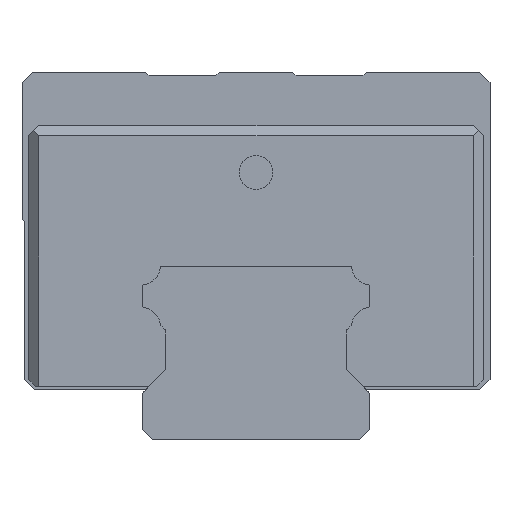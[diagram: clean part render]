
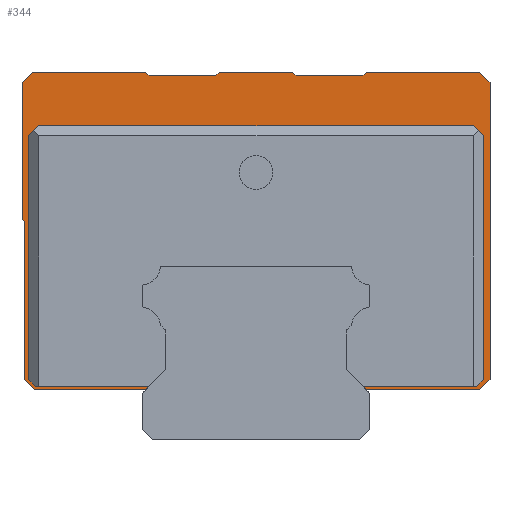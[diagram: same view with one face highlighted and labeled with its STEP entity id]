
A CAD part, left-side view. The second image highlights one B-rep face of the part: STEP entity #344.
In plain terms, the highlighted planar face has unit normal (-1, 0, 0).
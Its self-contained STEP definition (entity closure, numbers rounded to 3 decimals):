
#200=FACE_OUTER_BOUND('',#1212,.T.);
#344=ADVANCED_FACE('',(#200),#476,.T.);
#476=PLANE('',#3197);
#748=LINE('',#4431,#948);
#749=LINE('',#4434,#949);
#750=LINE('',#4436,#950);
#751=LINE('',#4438,#951);
#752=LINE('',#4440,#952);
#753=LINE('',#4442,#953);
#754=LINE('',#4444,#954);
#755=LINE('',#4446,#955);
#756=LINE('',#4448,#956);
#757=LINE('',#4450,#957);
#758=LINE('',#4452,#958);
#759=LINE('',#4454,#959);
#760=LINE('',#4456,#960);
#761=LINE('',#4458,#961);
#762=LINE('',#4460,#962);
#763=LINE('',#4462,#963);
#764=LINE('',#4464,#964);
#765=LINE('',#4466,#965);
#766=LINE('',#4468,#966);
#767=LINE('',#4470,#967);
#768=LINE('',#4472,#968);
#769=LINE('',#4474,#969);
#770=LINE('',#4476,#970);
#771=LINE('',#4478,#971);
#772=LINE('',#4480,#972);
#773=LINE('',#4482,#973);
#774=LINE('',#4484,#974);
#775=LINE('',#4486,#975);
#776=LINE('',#4488,#976);
#777=LINE('',#4490,#977);
#948=VECTOR('',#3619,1.);
#949=VECTOR('',#3620,1.);
#950=VECTOR('',#3621,1.);
#951=VECTOR('',#3622,1.);
#952=VECTOR('',#3623,1.);
#953=VECTOR('',#3624,1.);
#954=VECTOR('',#3625,1.);
#955=VECTOR('',#3626,1.);
#956=VECTOR('',#3627,1.);
#957=VECTOR('',#3628,1.);
#958=VECTOR('',#3629,1.);
#959=VECTOR('',#3630,1.);
#960=VECTOR('',#3631,1.);
#961=VECTOR('',#3632,1.);
#962=VECTOR('',#3633,1.);
#963=VECTOR('',#3634,1.);
#964=VECTOR('',#3635,1.);
#965=VECTOR('',#3636,1.);
#966=VECTOR('',#3637,1.);
#967=VECTOR('',#3638,1.);
#968=VECTOR('',#3639,1.);
#969=VECTOR('',#3640,1.);
#970=VECTOR('',#3641,1.);
#971=VECTOR('',#3642,1.);
#972=VECTOR('',#3643,1.);
#973=VECTOR('',#3644,1.);
#974=VECTOR('',#3645,1.);
#975=VECTOR('',#3646,1.);
#976=VECTOR('',#3647,1.);
#977=VECTOR('',#3648,1.);
#1212=EDGE_LOOP('',(#1593,#1594,#1595,#1596,#1597,#1598,#1599,#1600,#1601,
#1602,#1603,#1604,#1605,#1606,#1607,#1608,#1609,#1610,#1611,#1612,#1613,
#1614,#1615,#1616,#1617,#1618,#1619,#1620,#1621,#1622));
#1593=ORIENTED_EDGE('',*,*,#2687,.T.);
#1594=ORIENTED_EDGE('',*,*,#2688,.T.);
#1595=ORIENTED_EDGE('',*,*,#2689,.T.);
#1596=ORIENTED_EDGE('',*,*,#2690,.T.);
#1597=ORIENTED_EDGE('',*,*,#2691,.T.);
#1598=ORIENTED_EDGE('',*,*,#2692,.T.);
#1599=ORIENTED_EDGE('',*,*,#2693,.T.);
#1600=ORIENTED_EDGE('',*,*,#2694,.T.);
#1601=ORIENTED_EDGE('',*,*,#2695,.T.);
#1602=ORIENTED_EDGE('',*,*,#2696,.T.);
#1603=ORIENTED_EDGE('',*,*,#2697,.T.);
#1604=ORIENTED_EDGE('',*,*,#2698,.T.);
#1605=ORIENTED_EDGE('',*,*,#2699,.T.);
#1606=ORIENTED_EDGE('',*,*,#2700,.T.);
#1607=ORIENTED_EDGE('',*,*,#2701,.T.);
#1608=ORIENTED_EDGE('',*,*,#2702,.T.);
#1609=ORIENTED_EDGE('',*,*,#2703,.T.);
#1610=ORIENTED_EDGE('',*,*,#2704,.T.);
#1611=ORIENTED_EDGE('',*,*,#2705,.T.);
#1612=ORIENTED_EDGE('',*,*,#2706,.T.);
#1613=ORIENTED_EDGE('',*,*,#2707,.T.);
#1614=ORIENTED_EDGE('',*,*,#2708,.T.);
#1615=ORIENTED_EDGE('',*,*,#2709,.T.);
#1616=ORIENTED_EDGE('',*,*,#2710,.T.);
#1617=ORIENTED_EDGE('',*,*,#2711,.T.);
#1618=ORIENTED_EDGE('',*,*,#2712,.T.);
#1619=ORIENTED_EDGE('',*,*,#2713,.T.);
#1620=ORIENTED_EDGE('',*,*,#2714,.T.);
#1621=ORIENTED_EDGE('',*,*,#2715,.T.);
#1622=ORIENTED_EDGE('',*,*,#2716,.T.);
#2337=VERTEX_POINT('',#4432);
#2338=VERTEX_POINT('',#4433);
#2339=VERTEX_POINT('',#4435);
#2340=VERTEX_POINT('',#4437);
#2341=VERTEX_POINT('',#4439);
#2342=VERTEX_POINT('',#4441);
#2343=VERTEX_POINT('',#4443);
#2344=VERTEX_POINT('',#4445);
#2345=VERTEX_POINT('',#4447);
#2346=VERTEX_POINT('',#4449);
#2347=VERTEX_POINT('',#4451);
#2348=VERTEX_POINT('',#4453);
#2349=VERTEX_POINT('',#4455);
#2350=VERTEX_POINT('',#4457);
#2351=VERTEX_POINT('',#4459);
#2352=VERTEX_POINT('',#4461);
#2353=VERTEX_POINT('',#4463);
#2354=VERTEX_POINT('',#4465);
#2355=VERTEX_POINT('',#4467);
#2356=VERTEX_POINT('',#4469);
#2357=VERTEX_POINT('',#4471);
#2358=VERTEX_POINT('',#4473);
#2359=VERTEX_POINT('',#4475);
#2360=VERTEX_POINT('',#4477);
#2361=VERTEX_POINT('',#4479);
#2362=VERTEX_POINT('',#4481);
#2363=VERTEX_POINT('',#4483);
#2364=VERTEX_POINT('',#4485);
#2365=VERTEX_POINT('',#4487);
#2366=VERTEX_POINT('',#4489);
#2687=EDGE_CURVE('',#2337,#2338,#748,.T.);
#2688=EDGE_CURVE('',#2338,#2339,#749,.T.);
#2689=EDGE_CURVE('',#2339,#2340,#750,.T.);
#2690=EDGE_CURVE('',#2340,#2341,#751,.T.);
#2691=EDGE_CURVE('',#2341,#2342,#752,.T.);
#2692=EDGE_CURVE('',#2342,#2343,#753,.T.);
#2693=EDGE_CURVE('',#2343,#2344,#754,.T.);
#2694=EDGE_CURVE('',#2344,#2345,#755,.T.);
#2695=EDGE_CURVE('',#2345,#2346,#756,.T.);
#2696=EDGE_CURVE('',#2346,#2347,#757,.T.);
#2697=EDGE_CURVE('',#2347,#2348,#758,.T.);
#2698=EDGE_CURVE('',#2348,#2349,#759,.T.);
#2699=EDGE_CURVE('',#2349,#2350,#760,.T.);
#2700=EDGE_CURVE('',#2350,#2351,#761,.T.);
#2701=EDGE_CURVE('',#2351,#2352,#762,.T.);
#2702=EDGE_CURVE('',#2352,#2353,#763,.T.);
#2703=EDGE_CURVE('',#2353,#2354,#764,.T.);
#2704=EDGE_CURVE('',#2354,#2355,#765,.T.);
#2705=EDGE_CURVE('',#2355,#2356,#766,.T.);
#2706=EDGE_CURVE('',#2356,#2357,#767,.T.);
#2707=EDGE_CURVE('',#2357,#2358,#768,.T.);
#2708=EDGE_CURVE('',#2358,#2359,#769,.T.);
#2709=EDGE_CURVE('',#2359,#2360,#770,.T.);
#2710=EDGE_CURVE('',#2360,#2361,#771,.T.);
#2711=EDGE_CURVE('',#2361,#2362,#772,.T.);
#2712=EDGE_CURVE('',#2362,#2363,#773,.T.);
#2713=EDGE_CURVE('',#2363,#2364,#774,.T.);
#2714=EDGE_CURVE('',#2364,#2365,#775,.T.);
#2715=EDGE_CURVE('',#2365,#2366,#776,.T.);
#2716=EDGE_CURVE('',#2366,#2337,#777,.T.);
#3197=AXIS2_PLACEMENT_3D('',#4491,#3649,#3650);
#3619=DIRECTION('',(0.,0.707,-0.707));
#3620=DIRECTION('',(0.,0.,-1.));
#3621=DIRECTION('',(0.,-0.707,-0.707));
#3622=DIRECTION('',(0.,0.,-1.));
#3623=DIRECTION('',(0.,-0.707,-0.707));
#3624=DIRECTION('',(0.,-1.,0.));
#3625=DIRECTION('',(0.,-0.707,0.707));
#3626=DIRECTION('',(0.,1.,0.));
#3627=DIRECTION('',(0.,0.707,0.707));
#3628=DIRECTION('',(0.,0.,1.));
#3629=DIRECTION('',(0.,-0.707,0.707));
#3630=DIRECTION('',(0.,-1.,0.));
#3631=DIRECTION('',(0.,-0.707,-0.707));
#3632=DIRECTION('',(0.,0.,-1.));
#3633=DIRECTION('',(0.,0.707,-0.707));
#3634=DIRECTION('',(0.,1.,0.));
#3635=DIRECTION('',(0.,-0.707,-0.707));
#3636=DIRECTION('',(0.,-1.,0.));
#3637=DIRECTION('',(0.,-0.707,0.707));
#3638=DIRECTION('',(0.,0.,1.));
#3639=DIRECTION('',(0.,0.707,0.707));
#3640=DIRECTION('',(0.,1.,0.));
#3641=DIRECTION('',(0.,0.707,-0.707));
#3642=DIRECTION('',(0.,1.,0.));
#3643=DIRECTION('',(0.,0.707,0.707));
#3644=DIRECTION('',(0.,1.,0.));
#3645=DIRECTION('',(0.,0.707,-0.707));
#3646=DIRECTION('',(0.,1.,0.));
#3647=DIRECTION('',(0.,0.707,0.707));
#3648=DIRECTION('',(0.,1.,0.));
#3649=DIRECTION('',(-1.,0.,0.));
#3650=DIRECTION('',(0.,0.,1.));
#4431=CARTESIAN_POINT('',(214.689,-657.325,42.288));
#4432=CARTESIAN_POINT('',(214.689,-670.037,55.));
#4433=CARTESIAN_POINT('',(214.689,-668.537,53.5));
#4434=CARTESIAN_POINT('',(214.689,-668.537,14.027));
#4435=CARTESIAN_POINT('',(214.689,-668.537,33.));
#4436=CARTESIAN_POINT('',(214.689,-686.549,14.988));
#4437=CARTESIAN_POINT('',(214.689,-668.837,32.7));
#4438=CARTESIAN_POINT('',(214.689,-668.837,32.7));
#4439=CARTESIAN_POINT('',(214.689,-668.837,9.));
#4440=CARTESIAN_POINT('',(214.689,-668.837,9.));
#4441=CARTESIAN_POINT('',(214.689,-670.337,7.5));
#4442=CARTESIAN_POINT('',(214.689,-724.138,7.5));
#4443=CARTESIAN_POINT('',(214.689,-687.037,7.5));
#4444=CARTESIAN_POINT('',(214.689,-689.575,10.038));
#4445=CARTESIAN_POINT('',(214.689,-687.537,8.));
#4446=CARTESIAN_POINT('',(214.689,-736.537,8.));
#4447=CARTESIAN_POINT('',(214.689,-670.537,8.));
#4448=CARTESIAN_POINT('',(214.689,-670.537,8.));
#4449=CARTESIAN_POINT('',(214.689,-669.537,9.));
#4450=CARTESIAN_POINT('',(214.689,-669.537,9.));
#4451=CARTESIAN_POINT('',(214.689,-669.537,45.5));
#4452=CARTESIAN_POINT('',(214.689,-669.537,45.5));
#4453=CARTESIAN_POINT('',(214.689,-671.037,47.));
#4454=CARTESIAN_POINT('',(214.689,-671.037,47.));
#4455=CARTESIAN_POINT('',(214.689,-736.037,47.));
#4456=CARTESIAN_POINT('',(214.689,-736.037,47.));
#4457=CARTESIAN_POINT('',(214.689,-737.537,45.5));
#4458=CARTESIAN_POINT('',(214.689,-737.537,45.5));
#4459=CARTESIAN_POINT('',(214.689,-737.537,9.));
#4460=CARTESIAN_POINT('',(214.689,-737.537,9.));
#4461=CARTESIAN_POINT('',(214.689,-736.537,8.));
#4462=CARTESIAN_POINT('',(214.689,-736.537,8.));
#4463=CARTESIAN_POINT('',(214.689,-719.537,8.));
#4464=CARTESIAN_POINT('',(214.689,-699.549,27.988));
#4465=CARTESIAN_POINT('',(214.689,-720.037,7.5));
#4466=CARTESIAN_POINT('',(214.689,-724.138,7.5));
#4467=CARTESIAN_POINT('',(214.689,-737.037,7.5));
#4468=CARTESIAN_POINT('',(214.689,-737.037,7.5));
#4469=CARTESIAN_POINT('',(214.689,-738.537,9.));
#4470=CARTESIAN_POINT('',(214.689,-738.537,9.));
#4471=CARTESIAN_POINT('',(214.689,-738.537,53.5));
#4472=CARTESIAN_POINT('',(214.689,-738.537,53.5));
#4473=CARTESIAN_POINT('',(214.689,-737.037,55.));
#4474=CARTESIAN_POINT('',(214.689,-736.737,55.));
#4475=CARTESIAN_POINT('',(214.689,-720.037,55.));
#4476=CARTESIAN_POINT('',(214.689,-720.037,55.));
#4477=CARTESIAN_POINT('',(214.689,-719.537,54.5));
#4478=CARTESIAN_POINT('',(214.689,-719.537,54.5));
#4479=CARTESIAN_POINT('',(214.689,-709.537,54.5));
#4480=CARTESIAN_POINT('',(214.689,-709.537,54.5));
#4481=CARTESIAN_POINT('',(214.689,-709.037,55.));
#4482=CARTESIAN_POINT('',(214.689,-709.037,55.));
#4483=CARTESIAN_POINT('',(214.689,-698.037,55.));
#4484=CARTESIAN_POINT('',(214.689,-698.037,55.));
#4485=CARTESIAN_POINT('',(214.689,-697.537,54.5));
#4486=CARTESIAN_POINT('',(214.689,-697.537,54.5));
#4487=CARTESIAN_POINT('',(214.689,-687.537,54.5));
#4488=CARTESIAN_POINT('',(214.689,-687.537,54.5));
#4489=CARTESIAN_POINT('',(214.689,-687.037,55.));
#4490=CARTESIAN_POINT('',(214.689,-687.037,55.));
#4491=CARTESIAN_POINT('',(214.689,-685.587,14.027));
